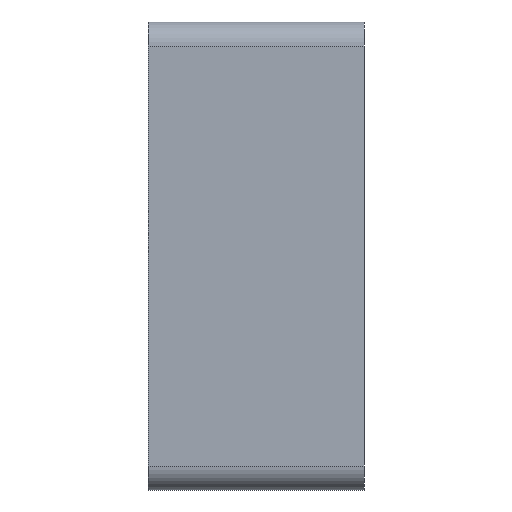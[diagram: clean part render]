
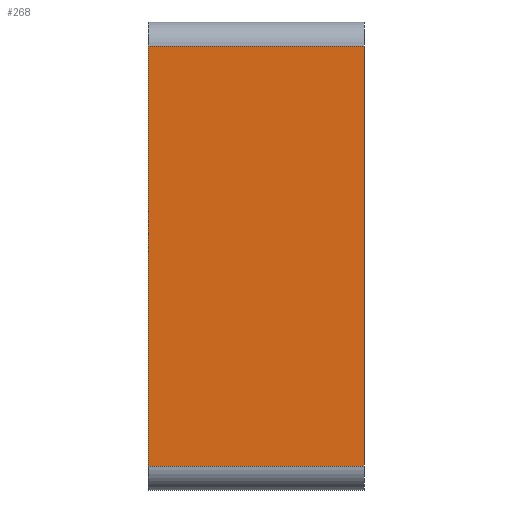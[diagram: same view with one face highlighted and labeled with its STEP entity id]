
A CAD part, left-side view. The second image highlights one B-rep face of the part: STEP entity #268.
In plain terms, the highlighted planar face has unit normal (-1, 0, 0).
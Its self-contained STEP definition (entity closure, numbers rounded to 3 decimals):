
#51 = EDGE_CURVE ( 'NONE', #61, #528, #313, .T. ) ;
#61 = VERTEX_POINT ( 'NONE', #137 ) ;
#91 = VERTEX_POINT ( 'NONE', #619 ) ;
#93 = DIRECTION ( 'NONE',  ( 0., 0., -1. ) ) ;
#126 = EDGE_CURVE ( 'NONE', #61, #91, #128, .T. ) ;
#128 = LINE ( 'NONE', #415, #579 ) ;
#137 = CARTESIAN_POINT ( 'NONE',  ( -15.607, 18., -21.263 ) ) ;
#152 = PLANE ( 'NONE',  #252 ) ;
#160 = CARTESIAN_POINT ( 'NONE',  ( -15.607, 18., 0. ) ) ;
#166 = ORIENTED_EDGE ( 'NONE', *, *, #437, .T. ) ;
#174 = ORIENTED_EDGE ( 'NONE', *, *, #771, .T. ) ;
#252 = AXIS2_PLACEMENT_3D ( 'NONE', #160, #305, #93 ) ;
#268 = ADVANCED_FACE ( 'NONE', ( #362 ), #152, .F. ) ;
#287 = DIRECTION ( 'NONE',  ( 0., -1., 0. ) ) ;
#305 = DIRECTION ( 'NONE',  ( 1., 0., 0. ) ) ;
#313 = LINE ( 'NONE', #516, #366 ) ;
#362 = FACE_OUTER_BOUND ( 'NONE', #620, .T. ) ;
#366 = VECTOR ( 'NONE', #858, 1000. ) ;
#370 = ORIENTED_EDGE ( 'NONE', *, *, #51, .F. ) ;
#415 = CARTESIAN_POINT ( 'NONE',  ( -15.607, 0., -21.263 ) ) ;
#437 = EDGE_CURVE ( 'NONE', #91, #667, #799, .T. ) ;
#454 = CARTESIAN_POINT ( 'NONE',  ( -15.607, 18., 13.737 ) ) ;
#506 = DIRECTION ( 'NONE',  ( 0., 1., 0. ) ) ;
#508 = ORIENTED_EDGE ( 'NONE', *, *, #126, .T. ) ;
#516 = CARTESIAN_POINT ( 'NONE',  ( -15.607, 18., 0. ) ) ;
#528 = VERTEX_POINT ( 'NONE', #614 ) ;
#579 = VECTOR ( 'NONE', #287, 1000. ) ;
#585 = DIRECTION ( 'NONE',  ( 0., 0., 1. ) ) ;
#614 = CARTESIAN_POINT ( 'NONE',  ( -15.607, 18., 13.737 ) ) ;
#619 = CARTESIAN_POINT ( 'NONE',  ( -15.607, 0., -21.263 ) ) ;
#620 = EDGE_LOOP ( 'NONE', ( #370, #508, #166, #174 ) ) ;
#626 = VECTOR ( 'NONE', #585, 1000. ) ;
#634 = CARTESIAN_POINT ( 'NONE',  ( -15.607, 0., 13.737 ) ) ;
#651 = VECTOR ( 'NONE', #506, 1000. ) ;
#664 = CARTESIAN_POINT ( 'NONE',  ( -15.607, 0., 0. ) ) ;
#667 = VERTEX_POINT ( 'NONE', #634 ) ;
#734 = LINE ( 'NONE', #454, #651 ) ;
#771 = EDGE_CURVE ( 'NONE', #667, #528, #734, .T. ) ;
#799 = LINE ( 'NONE', #664, #626 ) ;
#858 = DIRECTION ( 'NONE',  ( 0., 0., 1. ) ) ;
